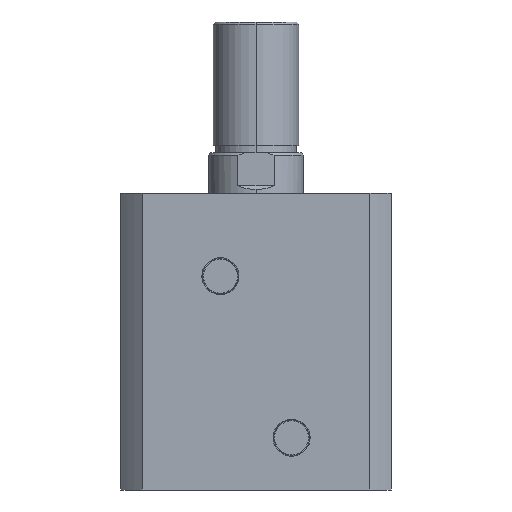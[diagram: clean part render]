
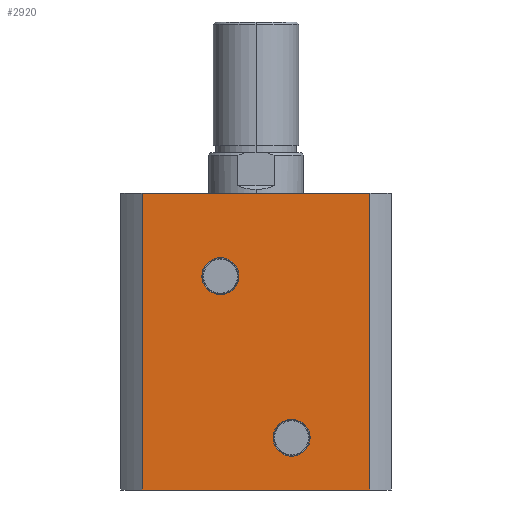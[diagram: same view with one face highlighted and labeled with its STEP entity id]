
A CAD part, left-side view. The second image highlights one B-rep face of the part: STEP entity #2920.
In plain terms, the highlighted planar face has unit normal (-1, 0, 0).
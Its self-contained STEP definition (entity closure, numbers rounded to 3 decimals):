
#9 = CIRCLE ( 'NONE', #1125, 7.797 ) ;
#47 = CIRCLE ( 'NONE', #1129, 7.797 ) ;
#351 = CARTESIAN_POINT ( 'NONE',  ( -57., 15., 90. ) ) ;
#352 = DIRECTION ( 'NONE',  ( -1., 0., 0. ) ) ;
#353 = DIRECTION ( 'NONE',  ( 0., 0., 1. ) ) ;
#354 = CARTESIAN_POINT ( 'NONE',  ( -57., 0., 125. ) ) ;
#355 = CARTESIAN_POINT ( 'NONE',  ( -57., -47.971, 125. ) ) ;
#357 = DIRECTION ( 'NONE',  ( 0., 0., -1. ) ) ;
#358 = DIRECTION ( 'NONE',  ( 0., -1., 0. ) ) ;
#831 = DIRECTION ( 'NONE',  ( -1., 0., 0. ) ) ;
#832 = DIRECTION ( 'NONE',  ( 0., 0., 1. ) ) ;
#833 = CARTESIAN_POINT ( 'NONE',  ( -57., -15., 22. ) ) ;
#846 = EDGE_CURVE ( 'NONE', #3662, #3661, #9, .T. ) ;
#854 = EDGE_CURVE ( 'NONE', #3687, #3671, #47, .T. ) ;
#981 = EDGE_CURVE ( 'NONE', #3686, #3198, #1613, .T. ) ;
#983 = EDGE_CURVE ( 'NONE', #3661, #3662, #1619, .T. ) ;
#984 = EDGE_CURVE ( 'NONE', #3671, #3687, #1621, .T. ) ;
#985 = EDGE_CURVE ( 'NONE', #3198, #3197, #1622, .T. ) ;
#986 = EDGE_CURVE ( 'NONE', #3677, #3197, #1624, .T. ) ;
#987 = EDGE_CURVE ( 'NONE', #3686, #3677, #1615, .T. ) ;
#1125 = AXIS2_PLACEMENT_3D ( 'NONE', #3083, #3084, #3085 ) ;
#1129 = AXIS2_PLACEMENT_3D ( 'NONE', #3048, #3045, #3047 ) ;
#1172 = AXIS2_PLACEMENT_3D ( 'NONE', #833, #831, #832 ) ;
#1173 = AXIS2_PLACEMENT_3D ( 'NONE', #351, #352, #353 ) ;
#1252 = AXIS2_PLACEMENT_3D ( 'NONE', #2345, #2340, #2349 ) ;
#1613 = LINE ( 'NONE', #3623, #1617 ) ;
#1615 = LINE ( 'NONE', #354, #1634 ) ;
#1617 = VECTOR ( 'NONE', #3632, 1000. ) ;
#1619 = CIRCLE ( 'NONE', #1172, 7.797 ) ;
#1621 = CIRCLE ( 'NONE', #1173, 7.797 ) ;
#1622 = LINE ( 'NONE', #3612, #1626 ) ;
#1624 = LINE ( 'NONE', #355, #1630 ) ;
#1626 = VECTOR ( 'NONE', #3610, 1000. ) ;
#1630 = VECTOR ( 'NONE', #357, 1000. ) ;
#1634 = VECTOR ( 'NONE', #358, 1000. ) ;
#1844 = FACE_OUTER_BOUND ( 'NONE', #2180, .T. ) ;
#1862 = FACE_BOUND ( 'NONE', #2216, .T. ) ;
#1865 = FACE_BOUND ( 'NONE', #2217, .T. ) ;
#2180 = EDGE_LOOP ( 'NONE', ( #3641, #3640, #3639, #3638 ) ) ;
#2216 = EDGE_LOOP ( 'NONE', ( #3755, #3754 ) ) ;
#2217 = EDGE_LOOP ( 'NONE', ( #3643, #3642 ) ) ;
#2340 = DIRECTION ( 'NONE',  ( 1., 0., 0. ) ) ;
#2345 = CARTESIAN_POINT ( 'NONE',  ( -57., 0., 125. ) ) ;
#2347 = PLANE ( 'NONE',  #1252 ) ;
#2349 = DIRECTION ( 'NONE',  ( 0., 1., 0. ) ) ;
#2683 = CARTESIAN_POINT ( 'NONE',  ( -57., -47.971, 0. ) ) ;
#2684 = CARTESIAN_POINT ( 'NONE',  ( -57., 47.971, 0. ) ) ;
#2725 = CARTESIAN_POINT ( 'NONE',  ( -57., -15., 29.797 ) ) ;
#2728 = CARTESIAN_POINT ( 'NONE',  ( -57., -15., 14.203 ) ) ;
#2735 = CARTESIAN_POINT ( 'NONE',  ( -57., 15., 97.797 ) ) ;
#2741 = CARTESIAN_POINT ( 'NONE',  ( -57., -47.971, 125. ) ) ;
#2750 = CARTESIAN_POINT ( 'NONE',  ( -57., 47.971, 125. ) ) ;
#2751 = CARTESIAN_POINT ( 'NONE',  ( -57., 15., 82.203 ) ) ;
#2920 = ADVANCED_FACE ( 'NONE', ( #1862, #1865, #1844 ), #2347, .F. ) ;
#3045 = DIRECTION ( 'NONE',  ( -1., 0., 0. ) ) ;
#3047 = DIRECTION ( 'NONE',  ( 0., 0., 1. ) ) ;
#3048 = CARTESIAN_POINT ( 'NONE',  ( -57., 15., 90. ) ) ;
#3083 = CARTESIAN_POINT ( 'NONE',  ( -57., -15., 22. ) ) ;
#3084 = DIRECTION ( 'NONE',  ( -1., 0., 0. ) ) ;
#3085 = DIRECTION ( 'NONE',  ( 0., 0., 1. ) ) ;
#3197 = VERTEX_POINT ( 'NONE', #2683 ) ;
#3198 = VERTEX_POINT ( 'NONE', #2684 ) ;
#3610 = DIRECTION ( 'NONE',  ( 0., -1., 0. ) ) ;
#3612 = CARTESIAN_POINT ( 'NONE',  ( -57., 0., 0. ) ) ;
#3623 = CARTESIAN_POINT ( 'NONE',  ( -57., 47.971, 125. ) ) ;
#3632 = DIRECTION ( 'NONE',  ( 0., 0., -1. ) ) ;
#3638 = ORIENTED_EDGE ( 'NONE', *, *, #981, .T. ) ;
#3639 = ORIENTED_EDGE ( 'NONE', *, *, #987, .F. ) ;
#3640 = ORIENTED_EDGE ( 'NONE', *, *, #986, .F. ) ;
#3641 = ORIENTED_EDGE ( 'NONE', *, *, #985, .T. ) ;
#3642 = ORIENTED_EDGE ( 'NONE', *, *, #854, .F. ) ;
#3643 = ORIENTED_EDGE ( 'NONE', *, *, #984, .F. ) ;
#3661 = VERTEX_POINT ( 'NONE', #2725 ) ;
#3662 = VERTEX_POINT ( 'NONE', #2728 ) ;
#3671 = VERTEX_POINT ( 'NONE', #2735 ) ;
#3677 = VERTEX_POINT ( 'NONE', #2741 ) ;
#3686 = VERTEX_POINT ( 'NONE', #2750 ) ;
#3687 = VERTEX_POINT ( 'NONE', #2751 ) ;
#3754 = ORIENTED_EDGE ( 'NONE', *, *, #846, .F. ) ;
#3755 = ORIENTED_EDGE ( 'NONE', *, *, #983, .F. ) ;
